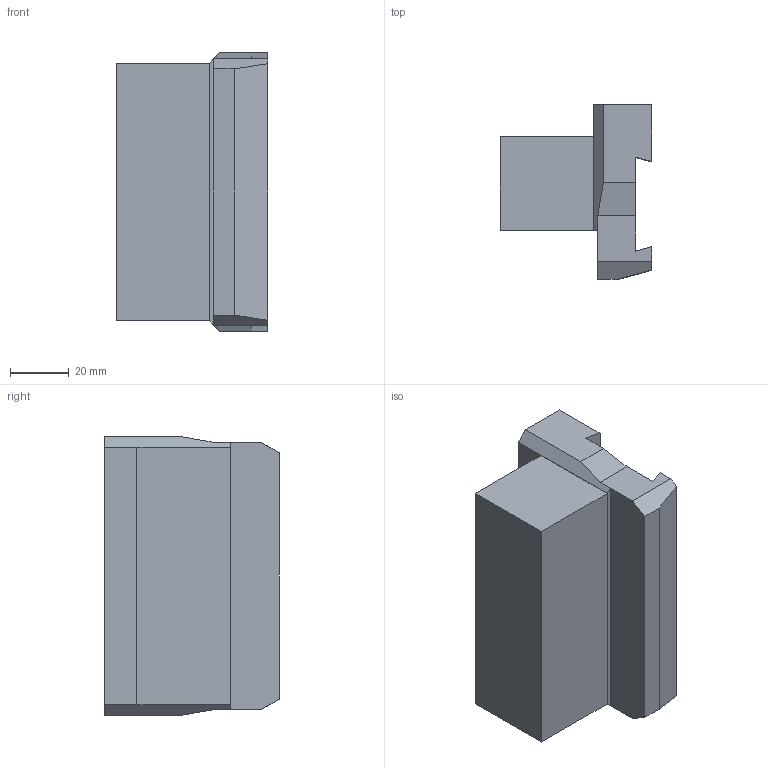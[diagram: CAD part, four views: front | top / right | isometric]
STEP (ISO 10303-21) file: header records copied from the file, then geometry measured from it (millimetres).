
FILE_DESCRIPTION(/* description */ (''),/* implementation_level */ '2;1');
FILE_NAME(/* name */ '150.10-3232-25JETI.stp',/* time_stamp */ '2018-04-11T16:03:18+06:00',/* author */ (''),/* organization */ (''),/* preprocessor_version */ 'ST-DEVELOPER v16',/* originating_system */ 'SIEMENS PLM Software NX 11.0',/* authorisation */ '');
FILE_SCHEMA (('AUTOMOTIVE_DESIGN { 1 0 10303 214 3 1 1 1 }'));
Length unit declared in the file: millimetre
Products named in the file (1): 150.10-3232-25JETI
Bounding box: 51.8 x 59.58 x 95 mm (x, y, z)
Volume: 180098.8 mm3; surface area: 30856.6 mm2
Topology: 2 solids, 2 shells, 27 faces, 67 edges, 44 vertices
Faces by surface type: plane 27
Entity records: 850 total; most frequent: CARTESIAN_POINT 142, ORIENTED_EDGE 134, DIRECTION 129, EDGE_CURVE 67, LINE 67, VECTOR 67, VERTEX_POINT 44, AXIS2_PLACEMENT_3D 31
